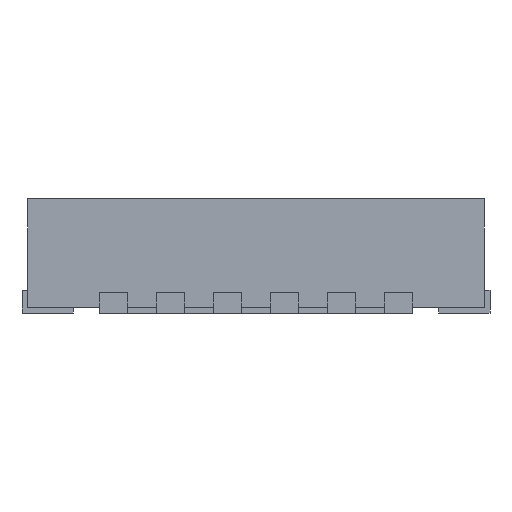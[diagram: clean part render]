
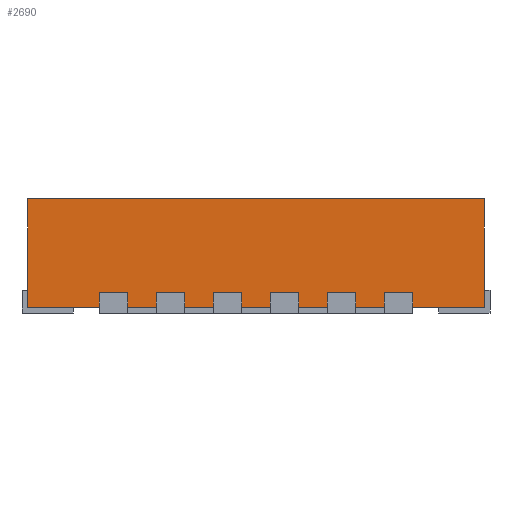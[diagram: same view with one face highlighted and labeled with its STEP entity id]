
A CAD part, front view. The second image highlights one B-rep face of the part: STEP entity #2690.
In plain terms, the highlighted planar face has unit normal (0, -1, 0).
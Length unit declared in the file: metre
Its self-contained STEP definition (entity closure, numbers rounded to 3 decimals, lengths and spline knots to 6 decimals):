
#2040 = EDGE_CURVE( '', #5888, #5889, #5890, .T. );
#2690 = ADVANCED_FACE( '', ( #7017 ), #7018, .T. );
#3526 = EDGE_CURVE( '', #8281, #8282, #8283, .T. );
#3568 = EDGE_CURVE( '', #8281, #5888, #8336, .T. );
#4444 = EDGE_CURVE( '', #8282, #5889, #9472, .T. );
#5888 = VERTEX_POINT( '', #11179 );
#5889 = VERTEX_POINT( '', #11180 );
#5890 = LINE( '', #11181, #11182 );
#7017 = FACE_OUTER_BOUND( '', #12883, .T. );
#7018 = PLANE( '', #12884 );
#8281 = VERTEX_POINT( '', #14841 );
#8282 = VERTEX_POINT( '', #14842 );
#8283 = LINE( '', #14843, #14844 );
#8336 = LINE( '', #14940, #14941 );
#9472 = LINE( '', #16814, #16815 );
#11179 = CARTESIAN_POINT( '', ( -0.001997, -0.002003, 0.001001 ) );
#11180 = CARTESIAN_POINT( '', ( 0.002003, -0.002003, 0.001001 ) );
#11181 = CARTESIAN_POINT( '', ( -0.001997, -0.002003, 0.001001 ) );
#11182 = VECTOR( '', #19406, 1. );
#12883 = EDGE_LOOP( '', ( #20339, #20340, #20341, #20342 ) );
#12884 = AXIS2_PLACEMENT_3D( '', #20343, #20344, #20345 );
#14841 = CARTESIAN_POINT( '', ( -0.001997, -0.002003, 0.000051 ) );
#14842 = CARTESIAN_POINT( '', ( 0.002003, -0.002003, 0.000051 ) );
#14843 = CARTESIAN_POINT( '', ( -0.001997, -0.002003, 0.000051 ) );
#14844 = VECTOR( '', #22136, 1. );
#14940 = CARTESIAN_POINT( '', ( -0.001997, -0.002003, 0.000051 ) );
#14941 = VECTOR( '', #22170, 1. );
#16814 = CARTESIAN_POINT( '', ( 0.002003, -0.002003, 0.000051 ) );
#16815 = VECTOR( '', #23775, 1. );
#19406 = DIRECTION( '', ( 1., 0., 0. ) );
#20339 = ORIENTED_EDGE( '', *, *, #3526, .T. );
#20340 = ORIENTED_EDGE( '', *, *, #4444, .T. );
#20341 = ORIENTED_EDGE( '', *, *, #2040, .F. );
#20342 = ORIENTED_EDGE( '', *, *, #3568, .F. );
#20343 = CARTESIAN_POINT( '', ( -0.001997, -0.002003, 0.000051 ) );
#20344 = DIRECTION( '', ( 0., -1., 0. ) );
#20345 = DIRECTION( '', ( 0., 0., -1. ) );
#22136 = DIRECTION( '', ( 1., 0., 0. ) );
#22170 = DIRECTION( '', ( 0., 0., 1. ) );
#23775 = DIRECTION( '', ( 0., 0., 1. ) );
